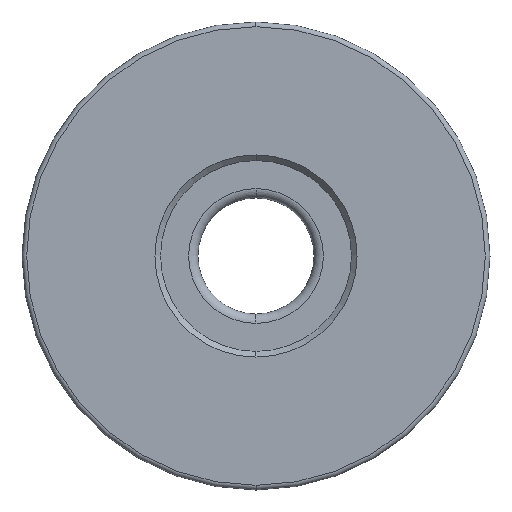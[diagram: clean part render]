
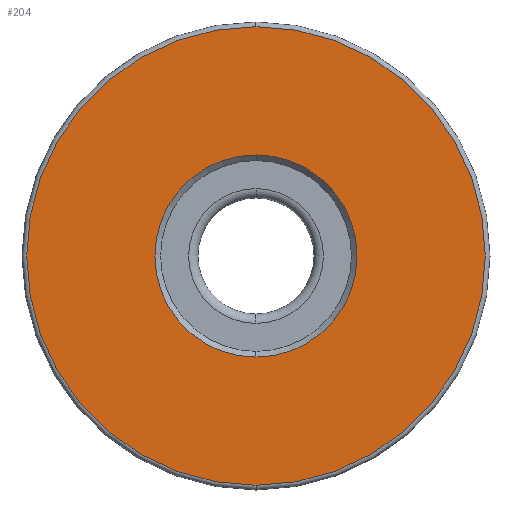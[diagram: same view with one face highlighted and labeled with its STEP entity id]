
A CAD part, front view. The second image highlights one B-rep face of the part: STEP entity #204.
In plain terms, the highlighted planar face has unit normal (0, -1, 0).
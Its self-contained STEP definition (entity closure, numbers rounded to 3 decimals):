
#12 = CARTESIAN_POINT ( 'NONE',  ( -4.682, -4.095, 25. ) ) ;
#22 = VERTEX_POINT ( 'NONE', #334 ) ;
#29 = AXIS2_PLACEMENT_3D ( 'NONE', #219, #613, #367 ) ;
#38 = CARTESIAN_POINT ( 'NONE',  ( -4.682, -4.095, 25. ) ) ;
#51 = CARTESIAN_POINT ( 'NONE',  ( -4.682, -4.095, 12.75 ) ) ;
#57 = EDGE_CURVE ( 'NONE', #238, #22, #459, .T. ) ;
#66 = EDGE_LOOP ( 'NONE', ( #531, #411 ) ) ;
#107 = DIRECTION ( 'NONE',  ( 0., 0., 1. ) ) ;
#113 = CIRCLE ( 'NONE', #143, 5.4 ) ;
#127 = DIRECTION ( 'NONE',  ( 0., -1., 0. ) ) ;
#143 = AXIS2_PLACEMENT_3D ( 'NONE', #203, #360, #545 ) ;
#154 = ORIENTED_EDGE ( 'NONE', *, *, #499, .T. ) ;
#183 = AXIS2_PLACEMENT_3D ( 'NONE', #525, #329, #423 ) ;
#203 = CARTESIAN_POINT ( 'NONE',  ( -4.682, -4.095, 25. ) ) ;
#204 = ADVANCED_FACE ( 'NONE', ( #392, #537 ), #340, .F. ) ;
#219 = CARTESIAN_POINT ( 'NONE',  ( -4.682, -4.095, 25. ) ) ;
#238 = VERTEX_POINT ( 'NONE', #51 ) ;
#240 = ORIENTED_EDGE ( 'NONE', *, *, #375, .T. ) ;
#254 = CARTESIAN_POINT ( 'NONE',  ( -4.682, -4.095, 19.6 ) ) ;
#265 = CIRCLE ( 'NONE', #29, 5.4 ) ;
#270 = EDGE_LOOP ( 'NONE', ( #154, #240 ) ) ;
#286 = CIRCLE ( 'NONE', #317, 12.25 ) ;
#317 = AXIS2_PLACEMENT_3D ( 'NONE', #38, #127, #609 ) ;
#329 = DIRECTION ( 'NONE',  ( 0., -1., 0. ) ) ;
#334 = CARTESIAN_POINT ( 'NONE',  ( -4.682, -4.095, 37.25 ) ) ;
#340 = PLANE ( 'NONE',  #475 ) ;
#360 = DIRECTION ( 'NONE',  ( 0., 1., 0. ) ) ;
#367 = DIRECTION ( 'NONE',  ( 0., 0., 1. ) ) ;
#368 = VERTEX_POINT ( 'NONE', #254 ) ;
#369 = CARTESIAN_POINT ( 'NONE',  ( -4.682, -4.095, 30.4 ) ) ;
#375 = EDGE_CURVE ( 'NONE', #442, #368, #113, .T. ) ;
#392 = FACE_OUTER_BOUND ( 'NONE', #66, .T. ) ;
#396 = DIRECTION ( 'NONE',  ( 0., 1., 0. ) ) ;
#411 = ORIENTED_EDGE ( 'NONE', *, *, #57, .T. ) ;
#423 = DIRECTION ( 'NONE',  ( 0., 0., 1. ) ) ;
#442 = VERTEX_POINT ( 'NONE', #369 ) ;
#456 = EDGE_CURVE ( 'NONE', #22, #238, #286, .T. ) ;
#459 = CIRCLE ( 'NONE', #183, 12.25 ) ;
#475 = AXIS2_PLACEMENT_3D ( 'NONE', #12, #396, #107 ) ;
#499 = EDGE_CURVE ( 'NONE', #368, #442, #265, .T. ) ;
#525 = CARTESIAN_POINT ( 'NONE',  ( -4.682, -4.095, 25. ) ) ;
#531 = ORIENTED_EDGE ( 'NONE', *, *, #456, .T. ) ;
#537 = FACE_BOUND ( 'NONE', #270, .T. ) ;
#545 = DIRECTION ( 'NONE',  ( 0., 0., 1. ) ) ;
#609 = DIRECTION ( 'NONE',  ( 0., 0., 1. ) ) ;
#613 = DIRECTION ( 'NONE',  ( 0., 1., 0. ) ) ;
